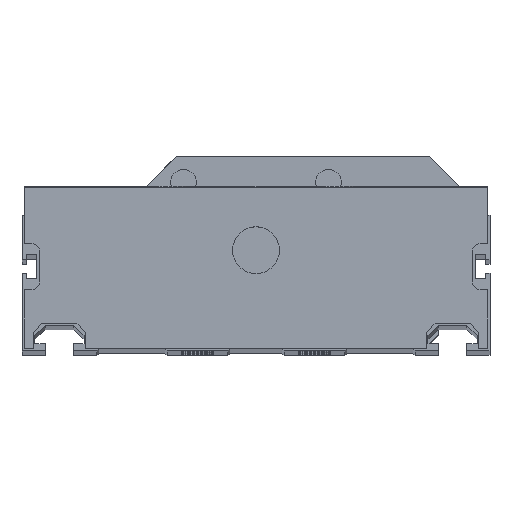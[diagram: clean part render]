
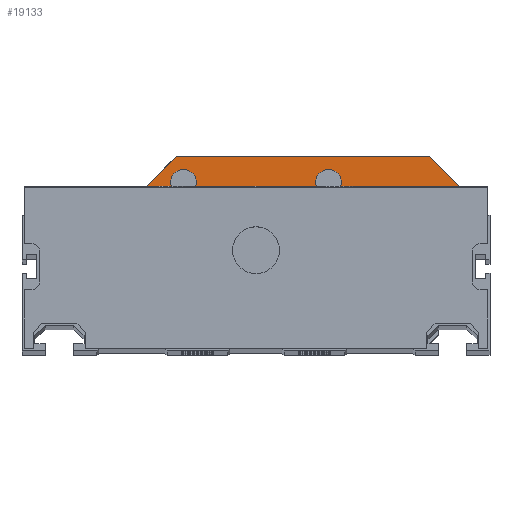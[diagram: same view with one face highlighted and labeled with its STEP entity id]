
A CAD part, top view. The second image highlights one B-rep face of the part: STEP entity #19133.
In plain terms, the highlighted planar face has unit normal (0, 0, 1).
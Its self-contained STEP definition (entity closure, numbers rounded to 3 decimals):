
#452 = CARTESIAN_POINT ( 'NONE',  ( -15.5, 15.5, 0. ) ) ;
#624 = DIRECTION ( 'NONE',  ( 0., 0., 1. ) ) ;
#2034 = LINE ( 'NONE', #24698, #11053 ) ;
#3855 = VECTOR ( 'NONE', #22263, 1000. ) ;
#4564 = ORIENTED_EDGE ( 'NONE', *, *, #10813, .F. ) ;
#4997 = CARTESIAN_POINT ( 'NONE',  ( 18.062, 13.5, 0. ) ) ;
#5305 = LINE ( 'NONE', #18643, #3855 ) ;
#5314 = VERTEX_POINT ( 'NONE', #16596 ) ;
#5651 = VERTEX_POINT ( 'NONE', #5828 ) ;
#5828 = CARTESIAN_POINT ( 'NONE',  ( 37.13, 21., 0. ) ) ;
#6088 = DIRECTION ( 'NONE',  ( 1., 0., 0. ) ) ;
#6332 = CARTESIAN_POINT ( 'NONE',  ( -47.9, -0.25, 0. ) ) ;
#6562 = CARTESIAN_POINT ( 'NONE',  ( -24.5, 13.5, 0. ) ) ;
#7086 = AXIS2_PLACEMENT_3D ( 'NONE', #24066, #14773, #10264 ) ;
#7185 = AXIS2_PLACEMENT_3D ( 'NONE', #6332, #624, #11867 ) ;
#7507 = DIRECTION ( 'NONE',  ( 0.707, -0.707, 0. ) ) ;
#7825 = EDGE_CURVE ( 'NONE', #22340, #23852, #8400, .T. ) ;
#8032 = VECTOR ( 'NONE', #17177, 1000. ) ;
#8151 = LINE ( 'NONE', #17222, #24325 ) ;
#8366 = EDGE_CURVE ( 'NONE', #12292, #21791, #20589, .T. ) ;
#8400 = CIRCLE ( 'NONE', #20454, 3.25 ) ;
#8425 = CARTESIAN_POINT ( 'NONE',  ( 12.938, 13.5, 0. ) ) ;
#8821 = ORIENTED_EDGE ( 'NONE', *, *, #7825, .F. ) ;
#8895 = CARTESIAN_POINT ( 'NONE',  ( 18.062, 13.5, 0. ) ) ;
#9032 = VERTEX_POINT ( 'NONE', #8425 ) ;
#9800 = DIRECTION ( 'NONE',  ( 0.707, 0.707, 0. ) ) ;
#9941 = DIRECTION ( 'NONE',  ( 0., 0., -1. ) ) ;
#10264 = DIRECTION ( 'NONE',  ( 1., 0., 0. ) ) ;
#10605 = ORIENTED_EDGE ( 'NONE', *, *, #13478, .F. ) ;
#10778 = DIRECTION ( 'NONE',  ( -1., 0., 0. ) ) ;
#10813 = EDGE_CURVE ( 'NONE', #23852, #15689, #11016, .T. ) ;
#11016 = LINE ( 'NONE', #13163, #8032 ) ;
#11047 = ORIENTED_EDGE ( 'NONE', *, *, #15723, .F. ) ;
#11053 = VECTOR ( 'NONE', #6088, 1000. ) ;
#11867 = DIRECTION ( 'NONE',  ( 1., 0., 0. ) ) ;
#12292 = VERTEX_POINT ( 'NONE', #18274 ) ;
#13137 = CIRCLE ( 'NONE', #7086, 3.25 ) ;
#13163 = CARTESIAN_POINT ( 'NONE',  ( -49.5, 13.5, 0. ) ) ;
#13478 = EDGE_CURVE ( 'NONE', #15689, #5314, #8151, .T. ) ;
#13882 = PLANE ( 'NONE',  #7185 ) ;
#14773 = DIRECTION ( 'NONE',  ( 0., 0., -1. ) ) ;
#14867 = EDGE_LOOP ( 'NONE', ( #4564, #8821, #11047, #24543, #21565, #15697, #14985, #10605 ) ) ;
#14905 = EDGE_CURVE ( 'NONE', #5651, #12292, #20475, .T. ) ;
#14985 = ORIENTED_EDGE ( 'NONE', *, *, #15525, .F. ) ;
#15187 = CARTESIAN_POINT ( 'NONE',  ( 37.13, 21., 0. ) ) ;
#15525 = EDGE_CURVE ( 'NONE', #5314, #5651, #2034, .T. ) ;
#15689 = VERTEX_POINT ( 'NONE', #6562 ) ;
#15697 = ORIENTED_EDGE ( 'NONE', *, *, #14905, .F. ) ;
#15723 = EDGE_CURVE ( 'NONE', #9032, #22340, #5305, .T. ) ;
#16596 = CARTESIAN_POINT ( 'NONE',  ( -17., 21., 0. ) ) ;
#17177 = DIRECTION ( 'NONE',  ( -1., 0., 0. ) ) ;
#17222 = CARTESIAN_POINT ( 'NONE',  ( -17., 21., 0. ) ) ;
#17255 = VECTOR ( 'NONE', #10778, 1000. ) ;
#17400 = CARTESIAN_POINT ( 'NONE',  ( -12.938, 13.5, 0. ) ) ;
#18274 = CARTESIAN_POINT ( 'NONE',  ( 44.63, 13.5, 0. ) ) ;
#18286 = CARTESIAN_POINT ( 'NONE',  ( -18.062, 13.5, 0. ) ) ;
#18373 = VECTOR ( 'NONE', #7507, 1000. ) ;
#18643 = CARTESIAN_POINT ( 'NONE',  ( -12.938, 13.5, 0. ) ) ;
#19133 = ADVANCED_FACE ( 'NONE', ( #19677 ), #13882, .T. ) ;
#19677 = FACE_OUTER_BOUND ( 'NONE', #14867, .T. ) ;
#20454 = AXIS2_PLACEMENT_3D ( 'NONE', #452, #9941, #21733 ) ;
#20475 = LINE ( 'NONE', #15187, #18373 ) ;
#20589 = LINE ( 'NONE', #8895, #17255 ) ;
#21565 = ORIENTED_EDGE ( 'NONE', *, *, #8366, .F. ) ;
#21733 = DIRECTION ( 'NONE',  ( 1., 0., 0. ) ) ;
#21791 = VERTEX_POINT ( 'NONE', #4997 ) ;
#22263 = DIRECTION ( 'NONE',  ( -1., 0., 0. ) ) ;
#22340 = VERTEX_POINT ( 'NONE', #17400 ) ;
#23852 = VERTEX_POINT ( 'NONE', #18286 ) ;
#24066 = CARTESIAN_POINT ( 'NONE',  ( 15.5, 15.5, 0. ) ) ;
#24325 = VECTOR ( 'NONE', #9800, 1000. ) ;
#24543 = ORIENTED_EDGE ( 'NONE', *, *, #24924, .F. ) ;
#24698 = CARTESIAN_POINT ( 'NONE',  ( 37.13, 21., 0. ) ) ;
#24924 = EDGE_CURVE ( 'NONE', #21791, #9032, #13137, .T. ) ;
